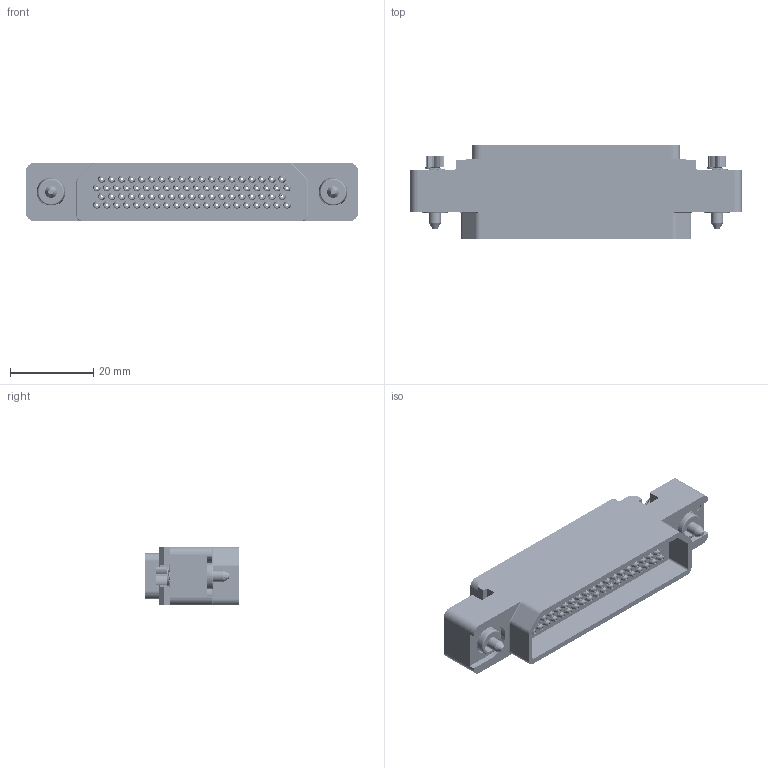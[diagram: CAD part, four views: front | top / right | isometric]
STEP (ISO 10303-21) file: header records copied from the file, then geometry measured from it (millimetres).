
FILE_DESCRIPTION((''),'2;1');
FILE_NAME('1900ND02P1A00A','2019-10-25T',('presta_be4'),(''),'CREO PARAMETRIC BY PTC INC, 2018360','CREO PARAMETRIC BY PTC INC, 2018360','');
FILE_SCHEMA(('CONFIG_CONTROL_DESIGN'));
Products named in the file (1): 1900ND02P1A00A
Bounding box: 80 x 22.8 x 14 mm (x, y, z)
Volume: 11549 mm3; surface area: 15082.6 mm2
Topology: 1 solids, 3 shells, 7481 faces, 17271 edges, 10282 vertices
Faces by surface type: cylinder 2092, plane 2080, torus 1920, cone 1134, extrusion 251, bspline 4
Entity records: 225578 total; most frequent: CARTESIAN_POINT 51639, DIRECTION 39158, ORIENTED_EDGE 34534, EDGE_CURVE 17267, AXIS2_PLACEMENT_3D 15584, VERTEX_POINT 10282, CIRCLE 8358, EDGE_LOOP 8297
